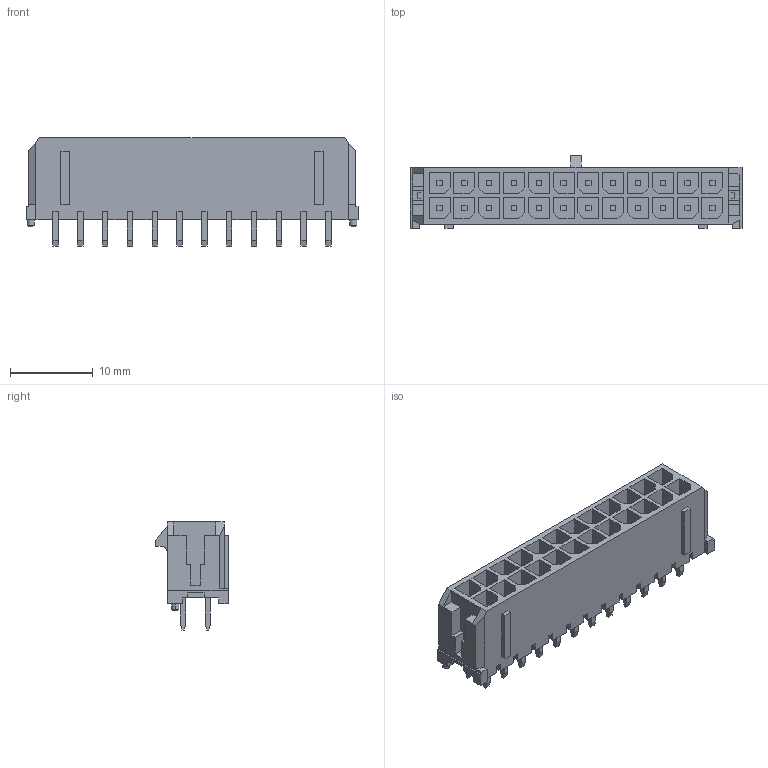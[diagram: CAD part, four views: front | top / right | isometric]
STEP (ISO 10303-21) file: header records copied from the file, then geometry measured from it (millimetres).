
FILE_DESCRIPTION((''),'2;1');
FILE_NAME('430452428','2016-02-03T',('me'),(''),'PRO/ENGINEER BY PARAMETRIC TECHNOLOGY CORPORATION, 2011490','PRO/ENGINEER BY PARAMETRIC TECHNOLOGY CORPORATION, 2011490','');
FILE_SCHEMA(('CONFIG_CONTROL_DESIGN'));
Length unit declared in the file: millimetre
Products named in the file (1): 430452428
Bounding box: 40.15 x 8.77 x 13.09 mm (x, y, z)
Volume: 1580.6 mm3; surface area: 3667.6 mm2
Topology: 1 solids, 1 shells, 708 faces, 1850 edges, 1202 vertices
Faces by surface type: plane 699, cylinder 5, cone 4
Entity records: 21171 total; most frequent: CARTESIAN_POINT 3753, ORIENTED_EDGE 3692, DIRECTION 3282, EDGE_CURVE 1846, VECTOR 1836, LINE 1836, VERTEX_POINT 1194, EDGE_LOOP 762
